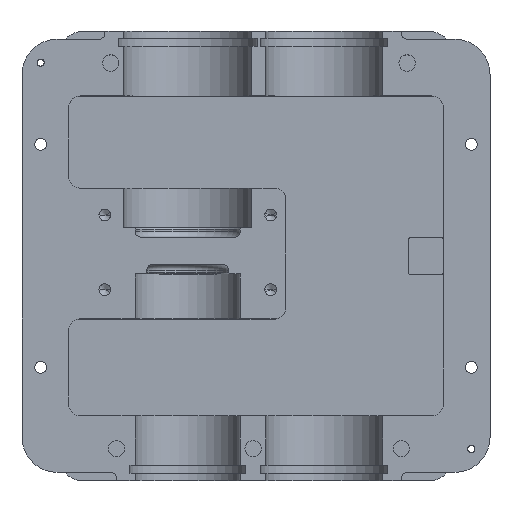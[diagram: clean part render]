
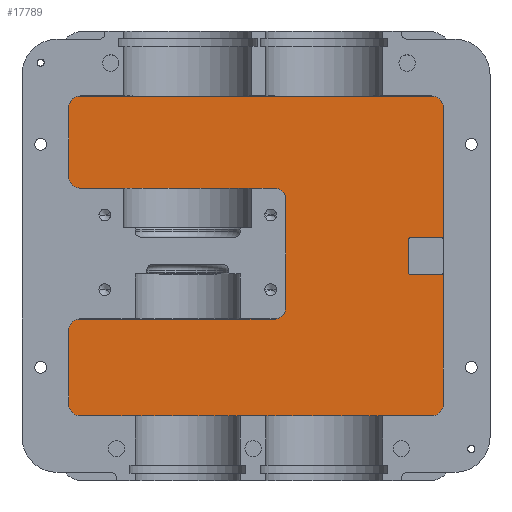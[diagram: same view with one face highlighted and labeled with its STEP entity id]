
A CAD part, top view. The second image highlights one B-rep face of the part: STEP entity #17789.
In plain terms, the highlighted planar face has unit normal (0, 0, 1).
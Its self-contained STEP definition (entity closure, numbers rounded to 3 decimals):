
#318=CARTESIAN_POINT('Axis2P3D Location',(0.,0.,20.)) ;
#12020=CARTESIAN_POINT('Vertex',(150.5,-137.,20.)) ;
#12023=CARTESIAN_POINT('Line Origine',(0.,-137.,20.)) ;
#12027=CARTESIAN_POINT('Vertex',(-150.5,-137.,20.)) ;
#12056=CARTESIAN_POINT('Axis2P3D Location',(-150.5,-127.,20.)) ;
#12060=CARTESIAN_POINT('Vertex',(-160.5,-127.,20.)) ;
#12084=CARTESIAN_POINT('Vertex',(-160.5,-64.,20.)) ;
#12087=CARTESIAN_POINT('Line Origine',(-160.5,-95.5,20.)) ;
#12104=CARTESIAN_POINT('Axis2P3D Location',(-150.5,-64.,20.)) ;
#12108=CARTESIAN_POINT('Vertex',(-150.5,-54.,20.)) ;
#12128=CARTESIAN_POINT('Line Origine',(-67.5,-54.,20.)) ;
#12132=CARTESIAN_POINT('Vertex',(15.5,-54.,20.)) ;
#12249=CARTESIAN_POINT('Axis2P3D Location',(15.5,-44.,20.)) ;
#12253=CARTESIAN_POINT('Vertex',(25.5,-44.,20.)) ;
#12273=CARTESIAN_POINT('Line Origine',(25.5,2.,20.)) ;
#12277=CARTESIAN_POINT('Vertex',(25.5,48.,20.)) ;
#12297=CARTESIAN_POINT('Axis2P3D Location',(15.5,48.,20.)) ;
#12301=CARTESIAN_POINT('Vertex',(15.5,58.,20.)) ;
#12326=CARTESIAN_POINT('Line Origine',(-67.5,58.,20.)) ;
#12330=CARTESIAN_POINT('Vertex',(-150.5,58.,20.)) ;
#12447=CARTESIAN_POINT('Axis2P3D Location',(-150.5,68.,20.)) ;
#12451=CARTESIAN_POINT('Vertex',(-160.5,68.,20.)) ;
#12470=CARTESIAN_POINT('Vertex',(-160.5,127.,20.)) ;
#12473=CARTESIAN_POINT('Line Origine',(-160.5,97.5,20.)) ;
#12490=CARTESIAN_POINT('Axis2P3D Location',(-150.5,127.,20.)) ;
#12494=CARTESIAN_POINT('Vertex',(-150.5,137.,20.)) ;
#12518=CARTESIAN_POINT('Vertex',(150.5,137.,20.)) ;
#12540=CARTESIAN_POINT('Line Origine',(0.,137.,20.)) ;
#15745=CARTESIAN_POINT('Axis2P3D Location',(150.5,127.,20.)) ;
#15749=CARTESIAN_POINT('Vertex',(160.5,127.,20.)) ;
#15775=CARTESIAN_POINT('Vertex',(160.5,-14.,20.)) ;
#15778=CARTESIAN_POINT('Line Origine',(160.5,-70.5,20.)) ;
#15782=CARTESIAN_POINT('Vertex',(160.5,-127.,20.)) ;
#15790=CARTESIAN_POINT('Line Origine',(160.5,70.5,20.)) ;
#15794=CARTESIAN_POINT('Vertex',(160.5,14.,20.)) ;
#15886=CARTESIAN_POINT('Vertex',(158.5,-16.,20.)) ;
#15889=CARTESIAN_POINT('Axis2P3D Location',(158.5,-14.,20.)) ;
#15912=CARTESIAN_POINT('Vertex',(158.5,16.,20.)) ;
#15920=CARTESIAN_POINT('Axis2P3D Location',(158.5,14.,20.)) ;
#15937=CARTESIAN_POINT('Axis2P3D Location',(150.5,-127.,20.)) ;
#17730=CARTESIAN_POINT('Line Origine',(130.5,0.,20.)) ;
#17734=CARTESIAN_POINT('Vertex',(130.5,14.,20.)) ;
#17736=CARTESIAN_POINT('Vertex',(130.5,-14.,20.)) ;
#17739=CARTESIAN_POINT('Axis2P3D Location',(132.5,14.,20.)) ;
#17743=CARTESIAN_POINT('Vertex',(132.5,16.,20.)) ;
#17746=CARTESIAN_POINT('Line Origine',(145.5,16.,20.)) ;
#17751=CARTESIAN_POINT('Line Origine',(145.5,-16.,20.)) ;
#17755=CARTESIAN_POINT('Vertex',(132.5,-16.,20.)) ;
#17758=CARTESIAN_POINT('Axis2P3D Location',(132.5,-14.,20.)) ;
#12025=VECTOR('Line Direction',#12024,1.) ;
#12089=VECTOR('Line Direction',#12088,1.) ;
#12130=VECTOR('Line Direction',#12129,1.) ;
#12275=VECTOR('Line Direction',#12274,1.) ;
#12328=VECTOR('Line Direction',#12327,1.) ;
#12475=VECTOR('Line Direction',#12474,1.) ;
#12542=VECTOR('Line Direction',#12541,1.) ;
#15780=VECTOR('Line Direction',#15779,1.) ;
#15792=VECTOR('Line Direction',#15791,1.) ;
#17732=VECTOR('Line Direction',#17731,1.) ;
#17748=VECTOR('Line Direction',#17747,1.) ;
#17753=VECTOR('Line Direction',#17752,1.) ;
#319=DIRECTION('Axis2P3D Direction',(0.,0.,-1.)) ;
#320=DIRECTION('Axis2P3D XDirection',(1.,0.,0.)) ;
#12024=DIRECTION('Vector Direction',(-1.,0.,0.)) ;
#12057=DIRECTION('Axis2P3D Direction',(0.,0.,-1.)) ;
#12088=DIRECTION('Vector Direction',(0.,1.,0.)) ;
#12105=DIRECTION('Axis2P3D Direction',(0.,0.,-1.)) ;
#12129=DIRECTION('Vector Direction',(-1.,0.,0.)) ;
#12250=DIRECTION('Axis2P3D Direction',(0.,0.,-1.)) ;
#12274=DIRECTION('Vector Direction',(0.,-1.,0.)) ;
#12298=DIRECTION('Axis2P3D Direction',(0.,0.,-1.)) ;
#12327=DIRECTION('Vector Direction',(1.,0.,0.)) ;
#12448=DIRECTION('Axis2P3D Direction',(0.,0.,-1.)) ;
#12474=DIRECTION('Vector Direction',(0.,1.,0.)) ;
#12491=DIRECTION('Axis2P3D Direction',(0.,0.,-1.)) ;
#12541=DIRECTION('Vector Direction',(1.,0.,0.)) ;
#15746=DIRECTION('Axis2P3D Direction',(0.,0.,-1.)) ;
#15779=DIRECTION('Vector Direction',(0.,-1.,0.)) ;
#15791=DIRECTION('Vector Direction',(0.,-1.,0.)) ;
#15890=DIRECTION('Axis2P3D Direction',(0.,0.,-1.)) ;
#15921=DIRECTION('Axis2P3D Direction',(0.,0.,-1.)) ;
#15938=DIRECTION('Axis2P3D Direction',(0.,0.,-1.)) ;
#17731=DIRECTION('Vector Direction',(0.,1.,0.)) ;
#17740=DIRECTION('Axis2P3D Direction',(0.,0.,-1.)) ;
#17747=DIRECTION('Vector Direction',(1.,0.,0.)) ;
#17752=DIRECTION('Vector Direction',(-1.,0.,0.)) ;
#17759=DIRECTION('Axis2P3D Direction',(0.,0.,-1.)) ;
#321=AXIS2_PLACEMENT_3D('Plane Axis2P3D',#318,#319,#320) ;
#12058=AXIS2_PLACEMENT_3D('Circle Axis2P3D',#12056,#12057,$) ;
#12106=AXIS2_PLACEMENT_3D('Circle Axis2P3D',#12104,#12105,$) ;
#12251=AXIS2_PLACEMENT_3D('Circle Axis2P3D',#12249,#12250,$) ;
#12299=AXIS2_PLACEMENT_3D('Circle Axis2P3D',#12297,#12298,$) ;
#12449=AXIS2_PLACEMENT_3D('Circle Axis2P3D',#12447,#12448,$) ;
#12492=AXIS2_PLACEMENT_3D('Circle Axis2P3D',#12490,#12491,$) ;
#15747=AXIS2_PLACEMENT_3D('Circle Axis2P3D',#15745,#15746,$) ;
#15891=AXIS2_PLACEMENT_3D('Circle Axis2P3D',#15889,#15890,$) ;
#15922=AXIS2_PLACEMENT_3D('Circle Axis2P3D',#15920,#15921,$) ;
#15939=AXIS2_PLACEMENT_3D('Circle Axis2P3D',#15937,#15938,$) ;
#17741=AXIS2_PLACEMENT_3D('Circle Axis2P3D',#17739,#17740,$) ;
#17760=AXIS2_PLACEMENT_3D('Circle Axis2P3D',#17758,#17759,$) ;
#12026=LINE('Line',#12023,#12025) ;
#12090=LINE('Line',#12087,#12089) ;
#12131=LINE('Line',#12128,#12130) ;
#12276=LINE('Line',#12273,#12275) ;
#12329=LINE('Line',#12326,#12328) ;
#12476=LINE('Line',#12473,#12475) ;
#12543=LINE('Line',#12540,#12542) ;
#15781=LINE('Line',#15778,#15780) ;
#15793=LINE('Line',#15790,#15792) ;
#17733=LINE('Line',#17730,#17732) ;
#17749=LINE('Line',#17746,#17748) ;
#17754=LINE('Line',#17751,#17753) ;
#12059=CIRCLE('generated circle',#12058,10.) ;
#12107=CIRCLE('generated circle',#12106,10.) ;
#12252=CIRCLE('generated circle',#12251,10.) ;
#12300=CIRCLE('generated circle',#12299,10.) ;
#12450=CIRCLE('generated circle',#12449,10.) ;
#12493=CIRCLE('generated circle',#12492,10.) ;
#15748=CIRCLE('generated circle',#15747,10.) ;
#15892=CIRCLE('generated circle',#15891,2.) ;
#15923=CIRCLE('generated circle',#15922,2.) ;
#15940=CIRCLE('generated circle',#15939,10.) ;
#17742=CIRCLE('generated circle',#17741,2.) ;
#17761=CIRCLE('generated circle',#17760,2.) ;
#322=PLANE('',#321) ;
#12029=EDGE_CURVE('',#12028,#12021,#12026,.F.) ;
#12062=EDGE_CURVE('',#12061,#12028,#12059,.F.) ;
#12091=EDGE_CURVE('',#12085,#12061,#12090,.F.) ;
#12110=EDGE_CURVE('',#12109,#12085,#12107,.F.) ;
#12134=EDGE_CURVE('',#12133,#12109,#12131,.T.) ;
#12255=EDGE_CURVE('',#12133,#12254,#12252,.F.) ;
#12279=EDGE_CURVE('',#12278,#12254,#12276,.T.) ;
#12303=EDGE_CURVE('',#12278,#12302,#12300,.F.) ;
#12332=EDGE_CURVE('',#12331,#12302,#12329,.T.) ;
#12453=EDGE_CURVE('',#12452,#12331,#12450,.F.) ;
#12477=EDGE_CURVE('',#12471,#12452,#12476,.F.) ;
#12496=EDGE_CURVE('',#12495,#12471,#12493,.F.) ;
#12544=EDGE_CURVE('',#12519,#12495,#12543,.F.) ;
#15751=EDGE_CURVE('',#15750,#12519,#15748,.F.) ;
#15784=EDGE_CURVE('',#15776,#15783,#15781,.T.) ;
#15796=EDGE_CURVE('',#15750,#15795,#15793,.T.) ;
#15893=EDGE_CURVE('',#15776,#15887,#15892,.T.) ;
#15924=EDGE_CURVE('',#15913,#15795,#15923,.T.) ;
#15941=EDGE_CURVE('',#12021,#15783,#15940,.F.) ;
#17738=EDGE_CURVE('',#17735,#17737,#17733,.F.) ;
#17745=EDGE_CURVE('',#17735,#17744,#17742,.T.) ;
#17750=EDGE_CURVE('',#15913,#17744,#17749,.F.) ;
#17757=EDGE_CURVE('',#17756,#15887,#17754,.F.) ;
#17762=EDGE_CURVE('',#17756,#17737,#17761,.T.) ;
#17763=EDGE_LOOP('',(#17764,#17765,#17766,#17767,#17768,#17769,#17770,#17771,#17772,#17773,#17774,#17775,#17776,#17777,#17778,#17779,#17780,#17781,#17782,#17783,#17784,#17785,#17786,#17787)) ;
#17764=ORIENTED_EDGE('',*,*,#17738,.F.) ;
#17765=ORIENTED_EDGE('',*,*,#17745,.T.) ;
#17766=ORIENTED_EDGE('',*,*,#17750,.F.) ;
#17767=ORIENTED_EDGE('',*,*,#15924,.T.) ;
#17768=ORIENTED_EDGE('',*,*,#15796,.F.) ;
#17769=ORIENTED_EDGE('',*,*,#15751,.T.) ;
#17770=ORIENTED_EDGE('',*,*,#12544,.T.) ;
#17771=ORIENTED_EDGE('',*,*,#12496,.T.) ;
#17772=ORIENTED_EDGE('',*,*,#12477,.T.) ;
#17773=ORIENTED_EDGE('',*,*,#12453,.T.) ;
#17774=ORIENTED_EDGE('',*,*,#12332,.T.) ;
#17775=ORIENTED_EDGE('',*,*,#12303,.F.) ;
#17776=ORIENTED_EDGE('',*,*,#12279,.T.) ;
#17777=ORIENTED_EDGE('',*,*,#12255,.F.) ;
#17778=ORIENTED_EDGE('',*,*,#12134,.T.) ;
#17779=ORIENTED_EDGE('',*,*,#12110,.T.) ;
#17780=ORIENTED_EDGE('',*,*,#12091,.T.) ;
#17781=ORIENTED_EDGE('',*,*,#12062,.T.) ;
#17782=ORIENTED_EDGE('',*,*,#12029,.T.) ;
#17783=ORIENTED_EDGE('',*,*,#15941,.T.) ;
#17784=ORIENTED_EDGE('',*,*,#15784,.F.) ;
#17785=ORIENTED_EDGE('',*,*,#15893,.T.) ;
#17786=ORIENTED_EDGE('',*,*,#17757,.F.) ;
#17787=ORIENTED_EDGE('',*,*,#17762,.T.) ;
#12021=VERTEX_POINT('',#12020) ;
#12028=VERTEX_POINT('',#12027) ;
#12061=VERTEX_POINT('',#12060) ;
#12085=VERTEX_POINT('',#12084) ;
#12109=VERTEX_POINT('',#12108) ;
#12133=VERTEX_POINT('',#12132) ;
#12254=VERTEX_POINT('',#12253) ;
#12278=VERTEX_POINT('',#12277) ;
#12302=VERTEX_POINT('',#12301) ;
#12331=VERTEX_POINT('',#12330) ;
#12452=VERTEX_POINT('',#12451) ;
#12471=VERTEX_POINT('',#12470) ;
#12495=VERTEX_POINT('',#12494) ;
#12519=VERTEX_POINT('',#12518) ;
#15750=VERTEX_POINT('',#15749) ;
#15776=VERTEX_POINT('',#15775) ;
#15783=VERTEX_POINT('',#15782) ;
#15795=VERTEX_POINT('',#15794) ;
#15887=VERTEX_POINT('',#15886) ;
#15913=VERTEX_POINT('',#15912) ;
#17735=VERTEX_POINT('',#17734) ;
#17737=VERTEX_POINT('',#17736) ;
#17744=VERTEX_POINT('',#17743) ;
#17756=VERTEX_POINT('',#17755) ;
#17789=ADVANCED_FACE('\X2\96F64EF651E04F554F53\X0\',(#17788),#322,.F.) ;
#17788=FACE_OUTER_BOUND('',#17763,.T.) ;
